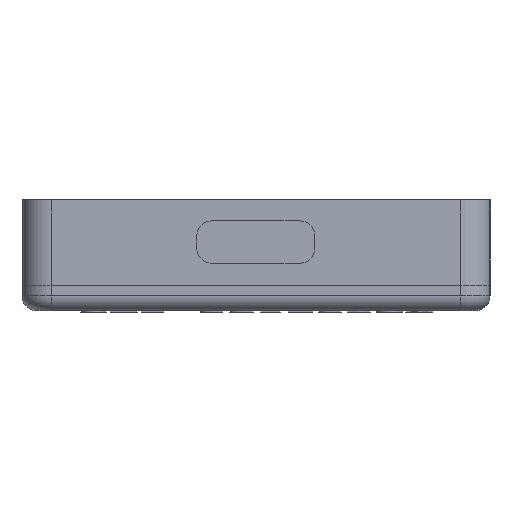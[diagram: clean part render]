
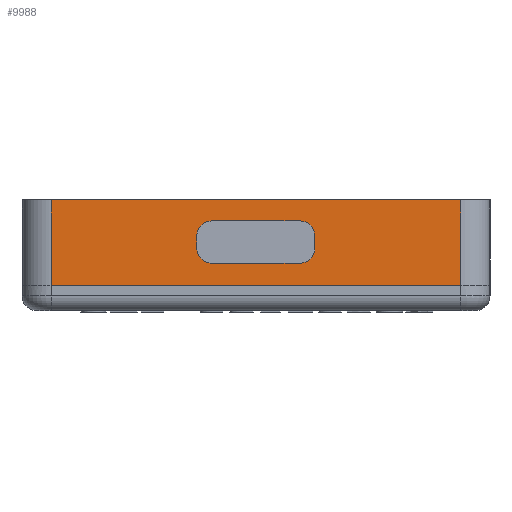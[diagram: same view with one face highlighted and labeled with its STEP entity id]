
A CAD part, front view. The second image highlights one B-rep face of the part: STEP entity #9988.
In plain terms, the highlighted planar face has unit normal (0, -1, 0.006).
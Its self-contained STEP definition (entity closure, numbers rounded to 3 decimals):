
#45 = EDGE_CURVE ( 'NONE', #8682, #6048, #10951, .T. ) ;
#214 = CARTESIAN_POINT ( 'NONE',  ( 110.49, -126.659, 109.101 ) ) ;
#366 = DIRECTION ( 'NONE',  ( 0., 0.006, 1. ) ) ;
#372 = VECTOR ( 'NONE', #1670, 1000. ) ;
#401 = CARTESIAN_POINT ( 'NONE',  ( 93.48, -127.245, 5.121 ) ) ;
#771 = CARTESIAN_POINT ( 'NONE',  ( 93.48, -127.25, 4.234 ) ) ;
#910 = VERTEX_POINT ( 'NONE', #6686 ) ;
#1268 = EDGE_CURVE ( 'NONE', #6307, #5180, #7443, .T. ) ;
#1359 = CIRCLE ( 'NONE', #11639, 1. ) ;
#1435 = LINE ( 'NONE', #214, #7113 ) ;
#1619 = VECTOR ( 'NONE', #12068, 1000. ) ;
#1670 = DIRECTION ( 'NONE',  ( 0., -0.006, -1. ) ) ;
#1734 = CARTESIAN_POINT ( 'NONE',  ( 99.531, -127.239, 6.121 ) ) ;
#1843 = VERTEX_POINT ( 'NONE', #4199 ) ;
#1998 = EDGE_CURVE ( 'NONE', #6819, #8682, #11116, .T. ) ;
#2015 = DIRECTION ( 'NONE',  ( 0., 0.006, 1. ) ) ;
#2352 = EDGE_CURVE ( 'NONE', #11538, #2904, #1435, .T. ) ;
#2372 = DIRECTION ( 'NONE',  ( 1., 0., 0. ) ) ;
#2423 = CARTESIAN_POINT ( 'NONE',  ( 100.531, -127.25, 4.234 ) ) ;
#2708 = DIRECTION ( 'NONE',  ( 0., -1., 0.006 ) ) ;
#2904 = VERTEX_POINT ( 'NONE', #12681 ) ;
#2919 = EDGE_CURVE ( 'NONE', #10532, #2904, #9702, .T. ) ;
#2994 = CARTESIAN_POINT ( 'NONE',  ( 99.531, -127.255, 3.234 ) ) ;
#3104 = CARTESIAN_POINT ( 'NONE',  ( 100.531, -127.245, 5.121 ) ) ;
#3252 = ORIENTED_EDGE ( 'NONE', *, *, #1998, .F. ) ;
#3467 = EDGE_CURVE ( 'NONE', #1843, #11538, #4333, .T. ) ;
#3581 = CARTESIAN_POINT ( 'NONE',  ( 110.49, -127.231, 7.55 ) ) ;
#3620 = DIRECTION ( 'NONE',  ( 0., -0.006, -1. ) ) ;
#3778 = ORIENTED_EDGE ( 'NONE', *, *, #8581, .F. ) ;
#3841 = CIRCLE ( 'NONE', #5282, 1. ) ;
#3965 = ORIENTED_EDGE ( 'NONE', *, *, #1268, .F. ) ;
#4199 = CARTESIAN_POINT ( 'NONE',  ( 82.55, -127.231, 7.55 ) ) ;
#4225 = EDGE_LOOP ( 'NONE', ( #4527, #5206, #3252, #3778, #6429, #4292, #3965, #7661 ) ) ;
#4292 = ORIENTED_EDGE ( 'NONE', *, *, #9509, .F. ) ;
#4321 = FACE_OUTER_BOUND ( 'NONE', #11097, .T. ) ;
#4333 = LINE ( 'NONE', #10702, #5034 ) ;
#4439 = DIRECTION ( 'NONE',  ( -1., 0., 0. ) ) ;
#4527 = ORIENTED_EDGE ( 'NONE', *, *, #7772, .F. ) ;
#4570 = EDGE_CURVE ( 'NONE', #9747, #6307, #1359, .T. ) ;
#4577 = ORIENTED_EDGE ( 'NONE', *, *, #8508, .T. ) ;
#4722 = CARTESIAN_POINT ( 'NONE',  ( 99.531, -127.25, 4.234 ) ) ;
#4747 = ORIENTED_EDGE ( 'NONE', *, *, #3467, .F. ) ;
#4932 = CARTESIAN_POINT ( 'NONE',  ( 92.48, -127.245, 5.121 ) ) ;
#5034 = VECTOR ( 'NONE', #6029, 1000. ) ;
#5055 = CARTESIAN_POINT ( 'NONE',  ( 82.55, -127.264, 1.728 ) ) ;
#5166 = DIRECTION ( 'NONE',  ( 0., 0.006, 1. ) ) ;
#5180 = VERTEX_POINT ( 'NONE', #5755 ) ;
#5206 = ORIENTED_EDGE ( 'NONE', *, *, #45, .F. ) ;
#5282 = AXIS2_PLACEMENT_3D ( 'NONE', #771, #2708, #3620 ) ;
#5544 = LINE ( 'NONE', #9432, #7569 ) ;
#5712 = CARTESIAN_POINT ( 'NONE',  ( 99.531, -127.245, 5.121 ) ) ;
#5755 = CARTESIAN_POINT ( 'NONE',  ( 92.48, -127.25, 4.234 ) ) ;
#5762 = DIRECTION ( 'NONE',  ( 0., -0.006, -1. ) ) ;
#5909 = VERTEX_POINT ( 'NONE', #2994 ) ;
#6029 = DIRECTION ( 'NONE',  ( 1., 0., 0. ) ) ;
#6048 = VERTEX_POINT ( 'NONE', #1734 ) ;
#6182 = CIRCLE ( 'NONE', #12729, 1. ) ;
#6248 = DIRECTION ( 'NONE',  ( 0., -0.006, -1. ) ) ;
#6252 = CARTESIAN_POINT ( 'NONE',  ( 92.48, -127.25, 4.234 ) ) ;
#6307 = VERTEX_POINT ( 'NONE', #4932 ) ;
#6399 = FACE_BOUND ( 'NONE', #4225, .T. ) ;
#6429 = ORIENTED_EDGE ( 'NONE', *, *, #7809, .F. ) ;
#6646 = DIRECTION ( 'NONE',  ( 1., 0., 0. ) ) ;
#6686 = CARTESIAN_POINT ( 'NONE',  ( 93.48, -127.255, 3.234 ) ) ;
#6819 = VERTEX_POINT ( 'NONE', #11217 ) ;
#6838 = CARTESIAN_POINT ( 'NONE',  ( 110.49, -127.264, 1.728 ) ) ;
#7113 = VECTOR ( 'NONE', #6248, 1000. ) ;
#7443 = LINE ( 'NONE', #6252, #1619 ) ;
#7456 = LINE ( 'NONE', #9494, #12713 ) ;
#7468 = AXIS2_PLACEMENT_3D ( 'NONE', #5712, #7609, #10555 ) ;
#7487 = LINE ( 'NONE', #10485, #372 ) ;
#7569 = VECTOR ( 'NONE', #2372, 1000. ) ;
#7609 = DIRECTION ( 'NONE',  ( 0., -1., 0.006 ) ) ;
#7661 = ORIENTED_EDGE ( 'NONE', *, *, #4570, .F. ) ;
#7772 = EDGE_CURVE ( 'NONE', #6048, #9747, #7456, .T. ) ;
#7809 = EDGE_CURVE ( 'NONE', #910, #5909, #5544, .T. ) ;
#7875 = DIRECTION ( 'NONE',  ( 0., -1., 0.006 ) ) ;
#7907 = ORIENTED_EDGE ( 'NONE', *, *, #2919, .T. ) ;
#7937 = VECTOR ( 'NONE', #5166, 1000. ) ;
#8508 = EDGE_CURVE ( 'NONE', #1843, #10532, #7487, .T. ) ;
#8581 = EDGE_CURVE ( 'NONE', #5909, #6819, #6182, .T. ) ;
#8682 = VERTEX_POINT ( 'NONE', #3104 ) ;
#9259 = PLANE ( 'NONE',  #12454 ) ;
#9432 = CARTESIAN_POINT ( 'NONE',  ( 99.531, -127.255, 3.234 ) ) ;
#9494 = CARTESIAN_POINT ( 'NONE',  ( 99.531, -127.239, 6.121 ) ) ;
#9509 = EDGE_CURVE ( 'NONE', #5180, #910, #3841, .T. ) ;
#9702 = LINE ( 'NONE', #6838, #10297 ) ;
#9747 = VERTEX_POINT ( 'NONE', #10049 ) ;
#9988 = ADVANCED_FACE ( 'NONE', ( #6399, #4321 ), #9259, .F. ) ;
#10049 = CARTESIAN_POINT ( 'NONE',  ( 93.48, -127.239, 6.121 ) ) ;
#10285 = CARTESIAN_POINT ( 'NONE',  ( 110.49, -126.659, 109.101 ) ) ;
#10297 = VECTOR ( 'NONE', #6646, 1000. ) ;
#10485 = CARTESIAN_POINT ( 'NONE',  ( 82.55, -126.659, 109.101 ) ) ;
#10532 = VERTEX_POINT ( 'NONE', #5055 ) ;
#10555 = DIRECTION ( 'NONE',  ( 0., -0.006, -1. ) ) ;
#10610 = DIRECTION ( 'NONE',  ( 0., -1., 0.006 ) ) ;
#10702 = CARTESIAN_POINT ( 'NONE',  ( 110.49, -127.231, 7.55 ) ) ;
#10951 = CIRCLE ( 'NONE', #7468, 1. ) ;
#11064 = DIRECTION ( 'NONE',  ( 0., 1., -0.006 ) ) ;
#11097 = EDGE_LOOP ( 'NONE', ( #4747, #4577, #7907, #11656 ) ) ;
#11116 = LINE ( 'NONE', #2423, #7937 ) ;
#11217 = CARTESIAN_POINT ( 'NONE',  ( 100.531, -127.25, 4.234 ) ) ;
#11538 = VERTEX_POINT ( 'NONE', #3581 ) ;
#11639 = AXIS2_PLACEMENT_3D ( 'NONE', #401, #10610, #5762 ) ;
#11656 = ORIENTED_EDGE ( 'NONE', *, *, #2352, .F. ) ;
#12068 = DIRECTION ( 'NONE',  ( 0., -0.006, -1. ) ) ;
#12454 = AXIS2_PLACEMENT_3D ( 'NONE', #10285, #11064, #366 ) ;
#12681 = CARTESIAN_POINT ( 'NONE',  ( 110.49, -127.264, 1.728 ) ) ;
#12713 = VECTOR ( 'NONE', #4439, 1000. ) ;
#12729 = AXIS2_PLACEMENT_3D ( 'NONE', #4722, #7875, #2015 ) ;
